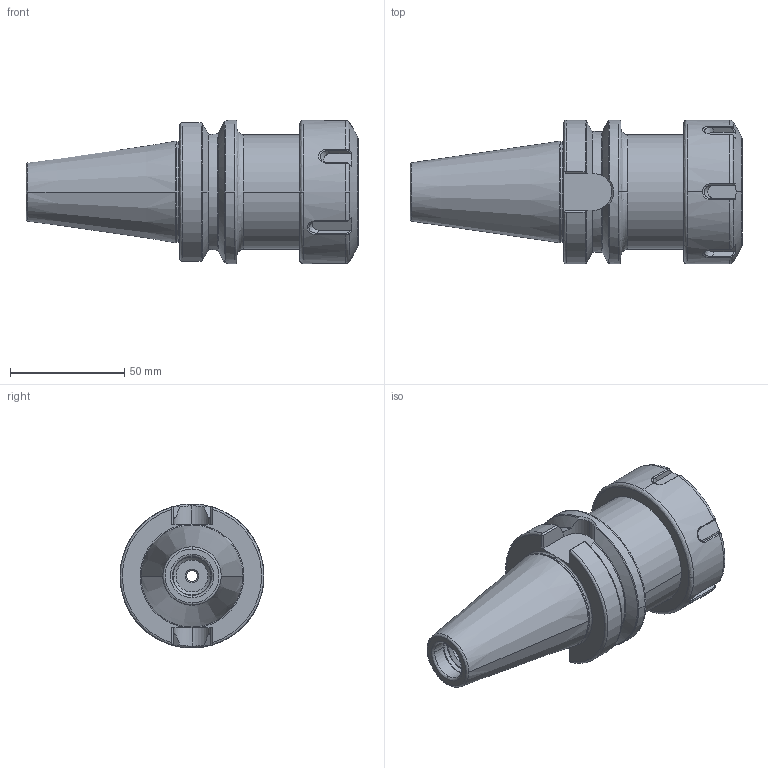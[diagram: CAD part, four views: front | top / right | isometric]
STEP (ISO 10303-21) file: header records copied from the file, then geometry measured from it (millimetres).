
FILE_DESCRIPTION (( 'STEP AP203' ), '1' );
FILE_NAME ('04-1375.STEP', '2023-10-06T21:19:56', ( '' ), ( '' ), 'SwSTEP 2.0', 'SolidWorks 2022', '' );
FILE_SCHEMA (( 'CONFIG_CONTROL_DESIGN' ));
Length unit declared in the file: inch
Products named in the file (4): 04-1375; M28x1.5x12(_X2_901A5B54_X0_5); _X2_91D16770_X0_   ER40UM   _X2_5355504F5FC3538B5E3D_X0_; BT40-ER40-80_1
Assembly tree (3 placements, depth 2):
  04-1375
    BT40-ER40-80_1
    _X2_91D16770_X0_   ER40UM   _X2_5355504F5FC3538B5E3D_X0_
    M28x1.5x12(_X2_901A5B54_X0_5)
Bounding box: 145.4 x 63 x 63 mm (x, y, z)
Volume: 176443.1 mm3; surface area: 48475.5 mm2
Topology: 3 solids, 3 shells, 262 faces, 680 edges, 428 vertices
Faces by surface type: bspline 109, plane 68, cone 44, cylinder 41
Entity records: 14178 total; most frequent: CARTESIAN_POINT 8007, ORIENTED_EDGE 1358, DIRECTION 975, EDGE_CURVE 679, VERTEX_POINT 428, AXIS2_PLACEMENT_3D 353, EDGE_LOOP 273, VECTOR 269
